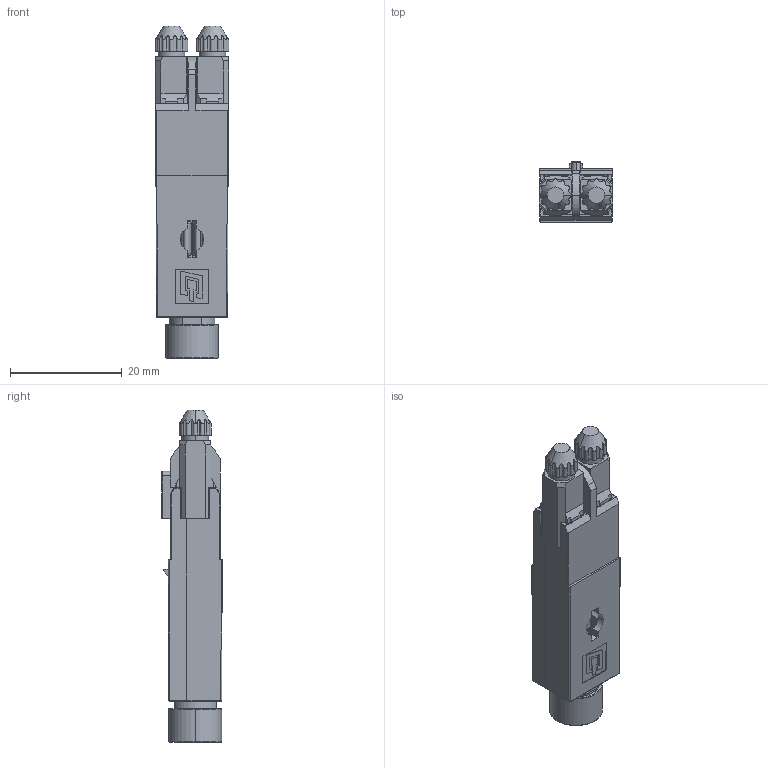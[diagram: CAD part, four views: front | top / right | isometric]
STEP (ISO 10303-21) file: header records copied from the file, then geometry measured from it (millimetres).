
FILE_DESCRIPTION (( 'STEP AP214' ), '1' );
FILE_NAME ('F80083A0004.STEP', '2015-10-13T11:15:19', ( 'Nutzer' ), ( 'Microsoft' ), 'SwSTEP 2.0', 'SolidWorks 2015', '' );
FILE_SCHEMA (( 'AUTOMOTIVE_DESIGN' ));
Length unit declared in the file: millimetre
Products named in the file (15): B00010A0006; A75010A0001H1; B01030A0025; B04001B0009; B04001B0243; B10010A0011; B00055B0003_montiert; B00055B0003H2_montiert; B00055B0003H1_moniert mit Pfeilen; F80083A0004; C10950M1209; B04003A1284; F80080C0000; C03110A0000H1; C03110A0000
Assembly tree (19 placements, depth 3):
  F80083A0004
    B00055B0003_montiert
      B00055B0003H1_moniert mit Pfeilen
      B00055B0003H2_montiert
    F80080C0000  x2
      B10010A0011
      B04001B0243
      B04001B0009
      B01030A0025
      A75010A0001H1
      B00010A0006
      C03110A0000
      C03110A0000H1
    C03110A0000  x2
    C03110A0000H1  x2
    B04003A1284
    C10950M1209
Bounding box: 13.15 x 10.84 x 59.5 mm (x, y, z)
Volume: 4121.4 mm3; surface area: 10916 mm2
Topology: 24 solids, 24 shells, 1718 faces, 4273 edges, 2636 vertices
Faces by surface type: plane 809, cylinder 521, cone 136, bspline 121, torus 106, sphere 25
Entity records: 36100 total; most frequent: CARTESIAN_POINT 11168, ORIENTED_EDGE 5180, DIRECTION 4816, EDGE_CURVE 2590, LINE 1696, VECTOR 1696, VERTEX_POINT 1626, AXIS2_PLACEMENT_3D 1560
